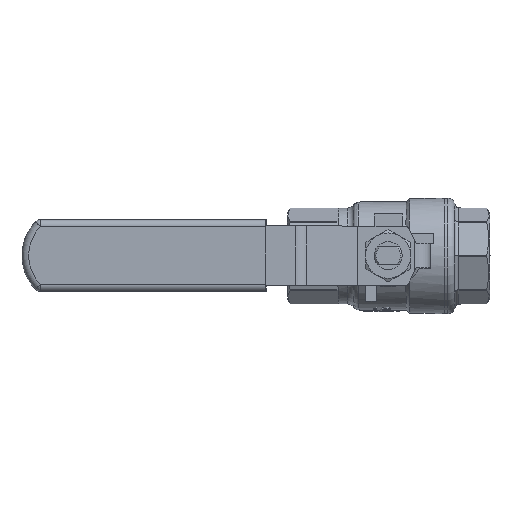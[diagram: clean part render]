
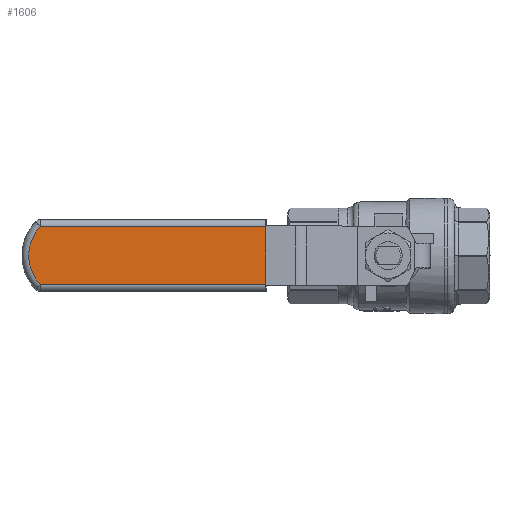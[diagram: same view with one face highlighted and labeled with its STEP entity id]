
A CAD part, top view. The second image highlights one B-rep face of the part: STEP entity #1606.
In plain terms, the highlighted face is planar.
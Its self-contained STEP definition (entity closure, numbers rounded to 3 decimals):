
#1606=ADVANCED_FACE('',(#3169),#3170,.F.);
#3169=FACE_OUTER_BOUND('',#5818,.T.);
#3170=PLANE('',#5819);
#5818=EDGE_LOOP('',(#9868,#9869,#9870,#9871));
#5819=AXIS2_PLACEMENT_3D('',#9872,#9873,#9874);
#9868=ORIENTED_EDGE('',*,*,#12131,.F.);
#9869=ORIENTED_EDGE('',*,*,#12152,.T.);
#9870=ORIENTED_EDGE('',*,*,#12153,.T.);
#9871=ORIENTED_EDGE('',*,*,#12118,.T.);
#9872=CARTESIAN_POINT('',(-56.0,0.,-3.15));
#9873=DIRECTION('',(0.0,0.0,1.0));
#9874=DIRECTION('',(1.0,0.0,0.0));
#12118=EDGE_CURVE('',#14542,#14548,#14551,.F.);
#12131=EDGE_CURVE('',#14571,#14548,#14573,.T.);
#12152=EDGE_CURVE('',#14571,#14602,#14603,.F.);
#12153=EDGE_CURVE('',#14602,#14542,#14604,.F.);
#14542=VERTEX_POINT('',#18281);
#14548=VERTEX_POINT('',#18287);
#14551=LINE('',#18290,#18291);
#14571=VERTEX_POINT('',#18320);
#14573=LINE('',#18322,#18323);
#14602=VERTEX_POINT('',#18362);
#14603=LINE('',#18363,#18364);
#14604=CIRCLE('',#18365,12.0);
#18281=CARTESIAN_POINT('',(-64.667,8.3,-3.15));
#18287=CARTESIAN_POINT('',(0.0,8.3,-3.15));
#18290=CARTESIAN_POINT('',(-56.0,8.3,-3.15));
#18291=VECTOR('',#20776,1.0);
#18320=CARTESIAN_POINT('',(0.0,-8.3,-3.15));
#18322=CARTESIAN_POINT('',(0.0,0.0,-3.15));
#18323=VECTOR('',#20789,1.0);
#18362=CARTESIAN_POINT('',(-64.667,-8.3,-3.15));
#18363=CARTESIAN_POINT('',(-56.0,-8.3,-3.15));
#18364=VECTOR('',#20815,1.0);
#18365=AXIS2_PLACEMENT_3D('',#20816,#20817,#20818);
#20776=DIRECTION('',(-1.0,0.,0.0));
#20789=DIRECTION('',(0.0,1.0,0.0));
#20815=DIRECTION('',(1.0,0.,0.0));
#20816=CARTESIAN_POINT('',(-56.0,0.,-3.15));
#20817=DIRECTION('',(0.0,0.0,1.0));
#20818=DIRECTION('',(1.0,0.0,0.0));
